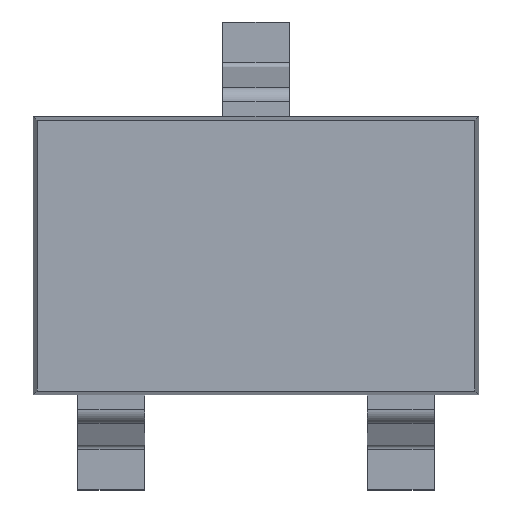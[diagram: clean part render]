
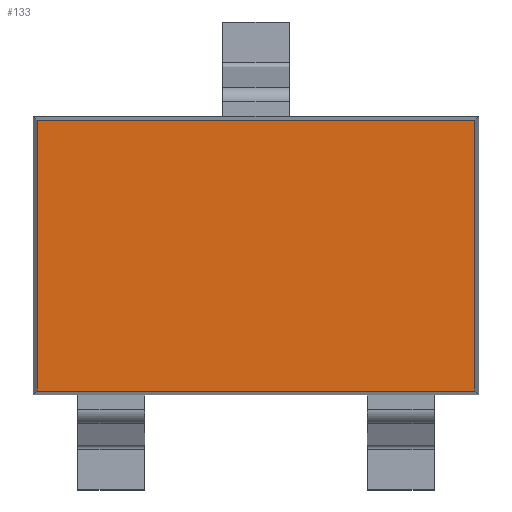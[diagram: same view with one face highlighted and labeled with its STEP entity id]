
A CAD part, top view. The second image highlights one B-rep face of the part: STEP entity #133.
In plain terms, the highlighted planar face has unit normal (0, 0, 1).
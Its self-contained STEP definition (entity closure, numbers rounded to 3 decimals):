
#133=ADVANCED_FACE('',(#219),#182,.T.);
#182=PLANE('',#1009);
#219=FACE_OUTER_BOUND('',#268,.T.);
#268=EDGE_LOOP('',(#335,#336,#337,#338));
#335=ORIENTED_EDGE('',*,*,#681,.T.);
#336=ORIENTED_EDGE('',*,*,#682,.T.);
#337=ORIENTED_EDGE('',*,*,#683,.T.);
#338=ORIENTED_EDGE('',*,*,#684,.T.);
#597=VERTEX_POINT('',#1379);
#598=VERTEX_POINT('',#1380);
#599=VERTEX_POINT('',#1382);
#600=VERTEX_POINT('',#1384);
#681=EDGE_CURVE('',#597,#598,#812,.T.);
#682=EDGE_CURVE('',#598,#599,#813,.T.);
#683=EDGE_CURVE('',#599,#600,#814,.T.);
#684=EDGE_CURVE('',#600,#597,#815,.T.);
#812=LINE('',#1378,#919);
#813=LINE('',#1381,#920);
#814=LINE('',#1383,#921);
#815=LINE('',#1385,#922);
#919=VECTOR('',#1106,1.);
#920=VECTOR('',#1107,1.);
#921=VECTOR('',#1108,1.);
#922=VECTOR('',#1109,1.);
#1009=AXIS2_PLACEMENT_3D('',#1386,#1110,#1111);
#1106=DIRECTION('',(1.,0.,0.));
#1107=DIRECTION('',(0.,1.,0.));
#1108=DIRECTION('',(-1.,0.,0.));
#1109=DIRECTION('',(0.,-1.,0.));
#1110=DIRECTION('',(0.,0.,1.));
#1111=DIRECTION('',(1.,0.,0.));
#1378=CARTESIAN_POINT('',(1.,0.017,0.9));
#1379=CARTESIAN_POINT('',(0.017,0.017,0.9));
#1380=CARTESIAN_POINT('',(1.983,0.017,0.9));
#1381=CARTESIAN_POINT('',(1.983,0.625,0.9));
#1382=CARTESIAN_POINT('',(1.983,1.233,0.9));
#1383=CARTESIAN_POINT('',(1.,1.233,0.9));
#1384=CARTESIAN_POINT('',(0.017,1.233,0.9));
#1385=CARTESIAN_POINT('',(0.017,0.625,0.9));
#1386=CARTESIAN_POINT('',(1.,0.625,0.9));
